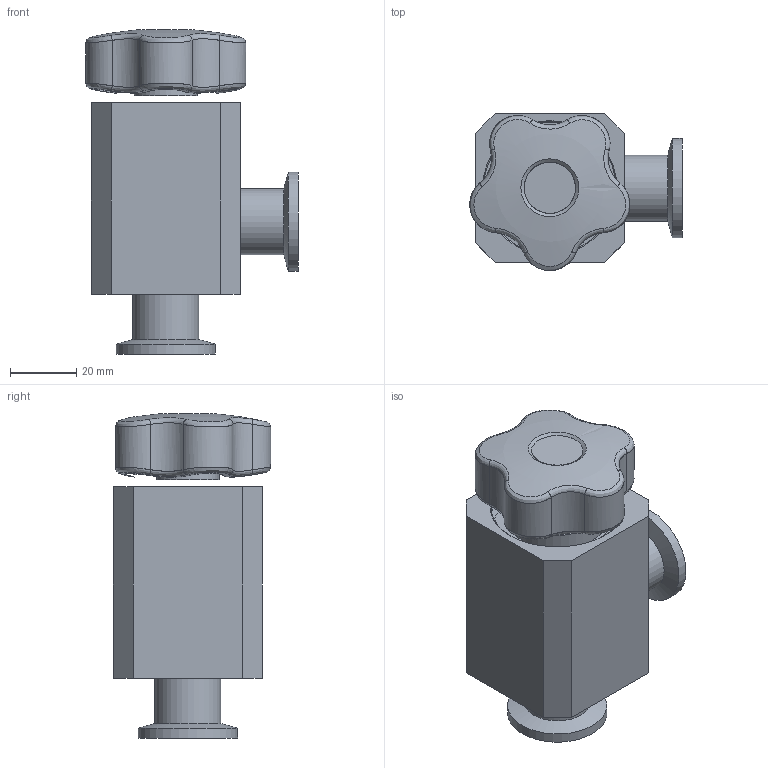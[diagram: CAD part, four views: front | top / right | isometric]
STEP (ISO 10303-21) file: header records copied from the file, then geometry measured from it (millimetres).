
FILE_DESCRIPTION(('STEP AP203'), '1');
FILE_NAME('ÊÂÐ-16 ïîüðåáèòåëþ', '', ('UNSPECIFIED'), ('UNSPECIFIED'), 'C3D Converter', 'C3D Toolkit', '');
FILE_SCHEMA(('CONFIG_CONTROL_DESIGN'));
Length unit declared in the file: millimetre
Bounding box: 64.18 x 47.48 x 97.92 mm (x, y, z)
Surface area: 28113.7 mm2 (no closed solid volume)
Topology: 0 solids, 93 shells, 93 faces, 417 edges, 391 vertices
Faces by surface type: cylinder 34, bspline 26, plane 24, cone 7, sphere 2
Full cylindrical faces by diameter (mm): 15.5 x1, 16 x2, 17.2 x2, 18.22 x1, 19 x1, 20 x2, 21 x1, 22 x1, 27 x1, 30 x3, 40 x1, 42.5 x1
Entity records: 12820 total; most frequent: CARTESIAN_POINT 8486, DIRECTION 450, ORIENTED_EDGE 391, EDGE_CURVE 391, VERTEX_POINT 391, COLOUR_RGB 186, FILL_AREA_STYLE_COLOUR 186, FILL_AREA_STYLE 186
